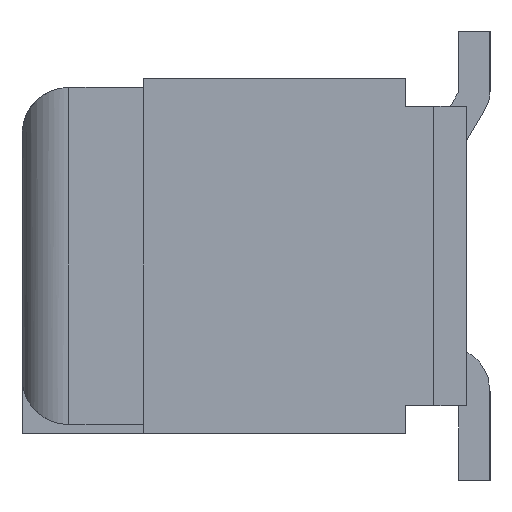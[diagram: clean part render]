
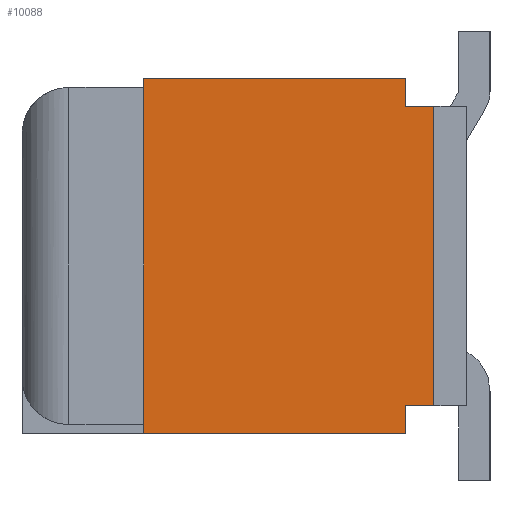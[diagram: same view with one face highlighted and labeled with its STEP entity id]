
A CAD part, left-side view. The second image highlights one B-rep face of the part: STEP entity #10088.
In plain terms, the highlighted planar face has unit normal (-1, 0, 0).
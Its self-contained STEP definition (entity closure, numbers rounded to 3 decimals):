
#6400=EDGE_CURVE('',#8880,#9500,#18298,.T.);
#6526=EDGE_CURVE('',#13956,#17432,#18434,.T.);
#6642=EDGE_CURVE('',#10970,#10870,#18563,.T.);
#6760=EDGE_CURVE('',#9500,#10970,#18689,.T.);
#7172=EDGE_CURVE('',#10870,#10694,#19129,.T.);
#8880=VERTEX_POINT('',#21000);
#9062=EDGE_CURVE('',#12128,#17432,#21196,.T.);
#9500=VERTEX_POINT('',#21673);
#10088=ADVANCED_FACE('',(#22347),#22348,.F.);
#10286=EDGE_CURVE('',#13284,#12128,#22568,.T.);
#10694=VERTEX_POINT('',#23006);
#10870=VERTEX_POINT('',#23202);
#10970=VERTEX_POINT('',#23311);
#12128=VERTEX_POINT('',#24567);
#13054=VERTEX_POINT('',#25572);
#13284=VERTEX_POINT('',#25815);
#13956=VERTEX_POINT('',#26545);
#15458=EDGE_CURVE('',#13054,#10694,#28159,.T.);
#16262=EDGE_CURVE('',#13956,#8880,#29026,.T.);
#17432=VERTEX_POINT('',#30296);
#17700=EDGE_CURVE('',#13054,#13284,#30585,.T.);
#18298=LINE('',#31401,#31402);
#18434=LINE('',#31597,#31598);
#18563=LINE('',#31774,#31775);
#18689=LINE('',#31948,#31949);
#19129=LINE('',#32604,#32605);
#21000=CARTESIAN_POINT('',(-14.5,0.9,-1.6));
#21196=LINE('',#35607,#35608);
#21673=CARTESIAN_POINT('',(-14.5,0.6,-1.6));
#22347=FACE_OUTER_BOUND('',#37216,.T.);
#22348=PLANE('',#37217);
#22568=LINE('',#37536,#37537);
#23006=CARTESIAN_POINT('',(-14.5,0.9,1.9));
#23202=CARTESIAN_POINT('',(-14.5,0.9,1.6));
#23311=CARTESIAN_POINT('',(-14.5,0.6,1.6));
#24567=CARTESIAN_POINT('',(-14.5,3.7,-1.8));
#25572=CARTESIAN_POINT('',(-14.5,3.7,1.9));
#25815=CARTESIAN_POINT('',(-14.5,3.7,1.8));
#26545=CARTESIAN_POINT('',(-14.5,0.9,-1.9));
#28159=LINE('',#45734,#45735);
#29026=LINE('',#47006,#47007);
#30296=CARTESIAN_POINT('',(-14.5,3.7,-1.9));
#30585=LINE('',#49345,#49346);
#31401=CARTESIAN_POINT('',(-14.5,1.213,-1.6));
#31402=VECTOR('',#49932,1.0);
#31597=CARTESIAN_POINT('',(-14.5,1.975,-1.9));
#31598=VECTOR('',#50052,1.0);
#31774=CARTESIAN_POINT('',(-14.5,1.213,1.6));
#31775=VECTOR('',#50195,1.0);
#31948=CARTESIAN_POINT('',(-14.5,0.6,0.0));
#31949=VECTOR('',#50294,1.0);
#32604=CARTESIAN_POINT('',(-14.5,0.9,0.875));
#32605=VECTOR('',#50632,1.0);
#35607=CARTESIAN_POINT('',(-14.5,3.7,0.0));
#35608=VECTOR('',#52839,1.0);
#37216=EDGE_LOOP('',(#54128,#54129,#54130,#54131,#54132,#54133,#54134,#54135,#54136,#54137));
#37217=AXIS2_PLACEMENT_3D('',#54138,#54139,#54140);
#37536=CARTESIAN_POINT('',(-14.5,3.7,0.0));
#37537=VECTOR('',#54372,1.0);
#45734=CARTESIAN_POINT('',(-14.5,1.975,1.9));
#45735=VECTOR('',#59788,1.0);
#47006=CARTESIAN_POINT('',(-14.5,0.9,-0.875));
#47007=VECTOR('',#60589,1.0);
#49345=CARTESIAN_POINT('',(-14.5,3.7,0.0));
#49346=VECTOR('',#62211,1.0);
#49932=DIRECTION('',(0.0,-1.0,0.0));
#50052=DIRECTION('',(0.0,1.0,0.0));
#50195=DIRECTION('',(0.0,1.0,0.0));
#50294=DIRECTION('',(-0.0,0.0,1.0));
#50632=DIRECTION('',(-0.0,0.0,1.0));
#52839=DIRECTION('',(0.0,0.0,-1.0));
#54128=ORIENTED_EDGE('',*,*,#6400,.T.);
#54129=ORIENTED_EDGE('',*,*,#6760,.T.);
#54130=ORIENTED_EDGE('',*,*,#6642,.T.);
#54131=ORIENTED_EDGE('',*,*,#7172,.T.);
#54132=ORIENTED_EDGE('',*,*,#15458,.F.);
#54133=ORIENTED_EDGE('',*,*,#17700,.T.);
#54134=ORIENTED_EDGE('',*,*,#10286,.T.);
#54135=ORIENTED_EDGE('',*,*,#9062,.T.);
#54136=ORIENTED_EDGE('',*,*,#6526,.F.);
#54137=ORIENTED_EDGE('',*,*,#16262,.T.);
#54138=CARTESIAN_POINT('',(-14.5,1.975,0.0));
#54139=DIRECTION('',(1.0,0.0,0.0));
#54140=DIRECTION('',(0.0,0.0,-1.0));
#54372=DIRECTION('',(0.0,0.0,-1.0));
#59788=DIRECTION('',(0.0,-1.0,0.0));
#60589=DIRECTION('',(-0.0,0.0,1.0));
#62211=DIRECTION('',(0.0,0.0,-1.0));
